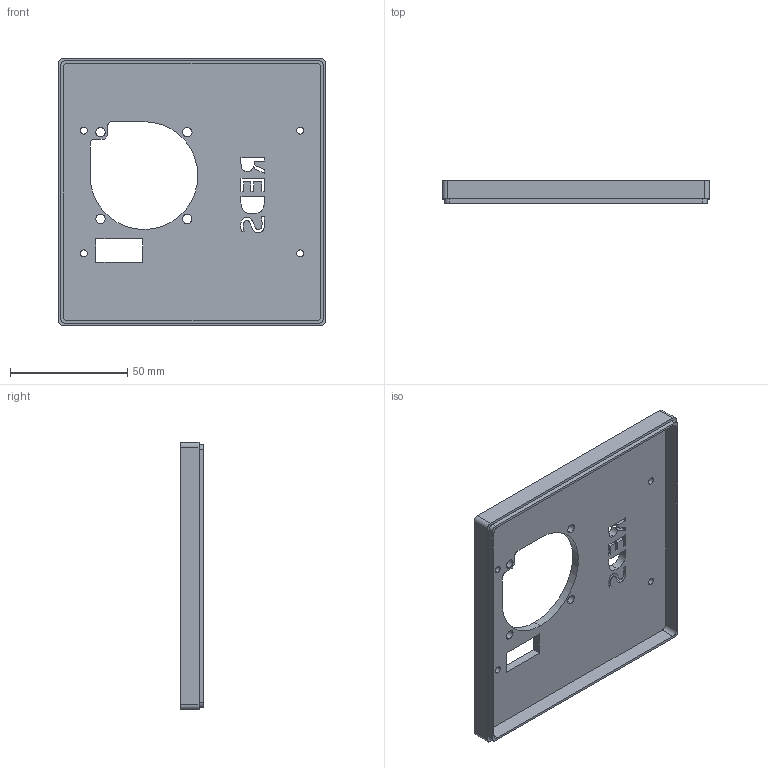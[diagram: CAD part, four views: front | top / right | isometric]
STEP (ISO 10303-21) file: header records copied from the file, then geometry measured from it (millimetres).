
FILE_DESCRIPTION (( 'STEP AP203' ), '1' );
FILE_NAME ('lime_sdr_part_top.STEP', '2017-11-06T11:48:59', ( '' ), ( '' ), 'SwSTEP 2.0', 'SolidWorks 2016', '' );
FILE_SCHEMA (( 'CONFIG_CONTROL_DESIGN' ));
Length unit declared in the file: millimetre
Products named in the file (1): lime_sdr_part_top
Bounding box: 114 x 10 x 114 mm (x, y, z)
Volume: 42829.7 mm3; surface area: 30633.9 mm2
Topology: 1 solids, 1 shells, 98 faces, 282 edges, 188 vertices
Faces by surface type: plane 49, cylinder 33, bspline 16
Entity records: 4289 total; most frequent: CARTESIAN_POINT 1625, ORIENTED_EDGE 564, DIRECTION 482, EDGE_CURVE 282, VERTEX_POINT 188, VECTOR 184, LINE 184, AXIS2_PLACEMENT_3D 149
